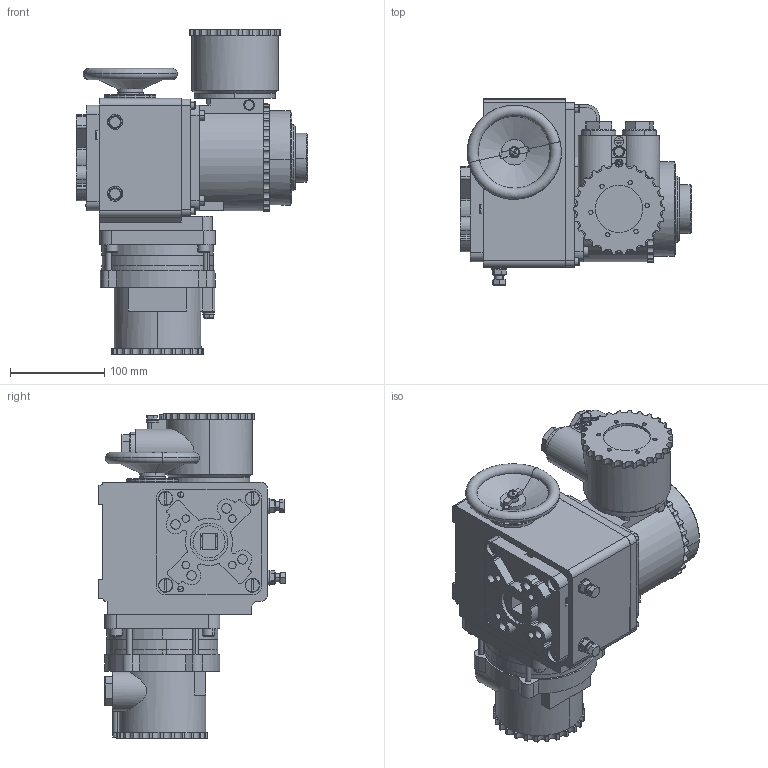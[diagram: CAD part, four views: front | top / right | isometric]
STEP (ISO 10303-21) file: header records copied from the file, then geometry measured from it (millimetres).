
FILE_DESCRIPTION(('STEP AP203'), '1');
FILE_NAME('Ñáîðêà ÊÎÐÏÓÑÀ ÌÝÎÔ40 ñ Áîëòàìè-!!ÂÒ4.stp', '2019-03-11T10:50:46', ('UNSPECIFIED'), ('UNSPECIFIED'), 'ASCON STEP Converter 1.0', 'Kompas 3D', '');
FILE_SCHEMA(('CONFIG_CONTROL_DESIGN'));
Length unit declared in the file: millimetre
Assembly tree (70 placements, depth 3):
  (unnamed)
    (unnamed)
    (unnamed)
    (unnamed)
      (unnamed)
      (unnamed)
      (unnamed)
    (unnamed)  x4
    (unnamed)  x4
    (unnamed)
    (unnamed)  x2
    (unnamed)
    (unnamed)
    (unnamed)  x2
    (unnamed)
      (unnamed)
      (unnamed)
      (unnamed)
      (unnamed)  x2
      (unnamed)
      (unnamed)  x2
      (unnamed)
      (unnamed)  x2
      (unnamed)
      (unnamed)  x2
    (unnamed)  x4
    (unnamed)  x4
    (unnamed)
    (unnamed)  x4
    (unnamed)  x2
    (unnamed)  x2
    (unnamed)  x2
    (unnamed)
    (unnamed)  x2
    (unnamed)
    (unnamed)  x3
    (unnamed)
      (unnamed)
      (unnamed)
      (unnamed)
    (unnamed)
    (unnamed)
    (unnamed)
    (unnamed)
Bounding box: 244.9 x 197.93 x 345.3 mm (x, y, z)
Volume: 3950592.5 mm3; surface area: 774106.7 mm2
Topology: 67 solids, 68 shells, 2182 faces, 5181 edges, 3294 vertices
Faces by surface type: cylinder 967, plane 859, cone 312, torus 38, sphere 6
Entity records: 52924 total; most frequent: CARTESIAN_POINT 14800, ORIENTED_EDGE 7358, DIRECTION 6456, EDGE_CURVE 3679, VERTEX_POINT 2377, AXIS2_PLACEMENT_3D 2375, EDGE_LOOP 1824, LINE 1706
